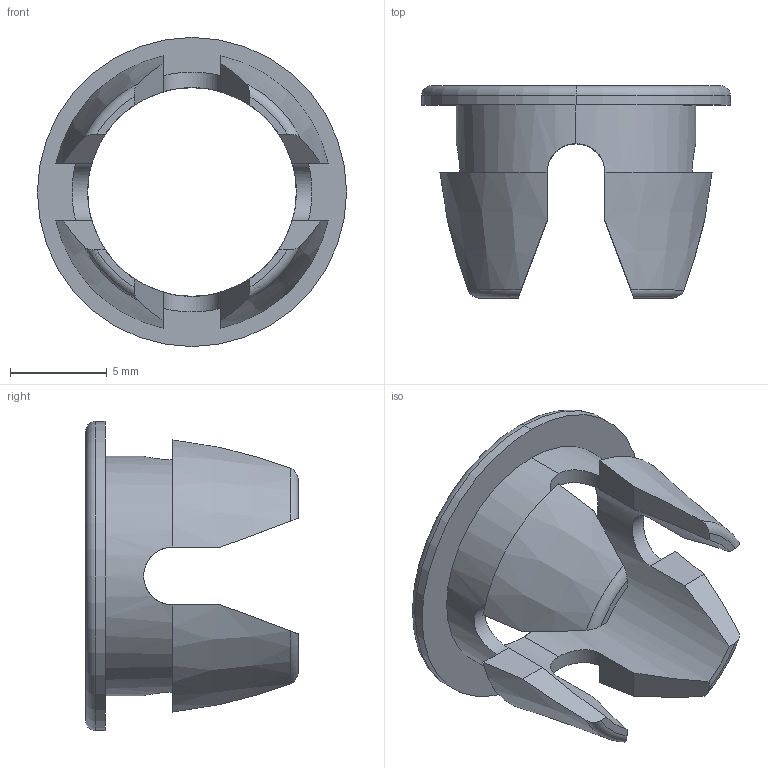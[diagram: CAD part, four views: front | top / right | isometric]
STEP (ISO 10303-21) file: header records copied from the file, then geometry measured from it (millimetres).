
FILE_DESCRIPTION (( 'STEP AP203' ), '1' );
FILE_NAME ('AC-25-RG-1.STEP', '2006-06-08T02:19:47', ( ' ' ), ( ' ' ), 'SwSTEP 2.0', 'SolidWorks 2005204', '' );
FILE_SCHEMA (( 'CONFIG_CONTROL_DESIGN' ));
Length unit declared in the file: millimetre
Products named in the file (1): AC-25-RG-1
Bounding box: 16 x 11 x 16 mm (x, y, z)
Volume: 384.2 mm3; surface area: 921.3 mm2
Topology: 1 solids, 1 shells, 285 faces, 774 edges, 512 vertices
Faces by surface type: plane 180, bspline 73, cylinder 20, cone 6, torus 6
Entity records: 12795 total; most frequent: CARTESIAN_POINT 6075, ORIENTED_EDGE 1548, DIRECTION 1064, EDGE_CURVE 774, LINE 530, VECTOR 530, VERTEX_POINT 512, EDGE_LOOP 308
